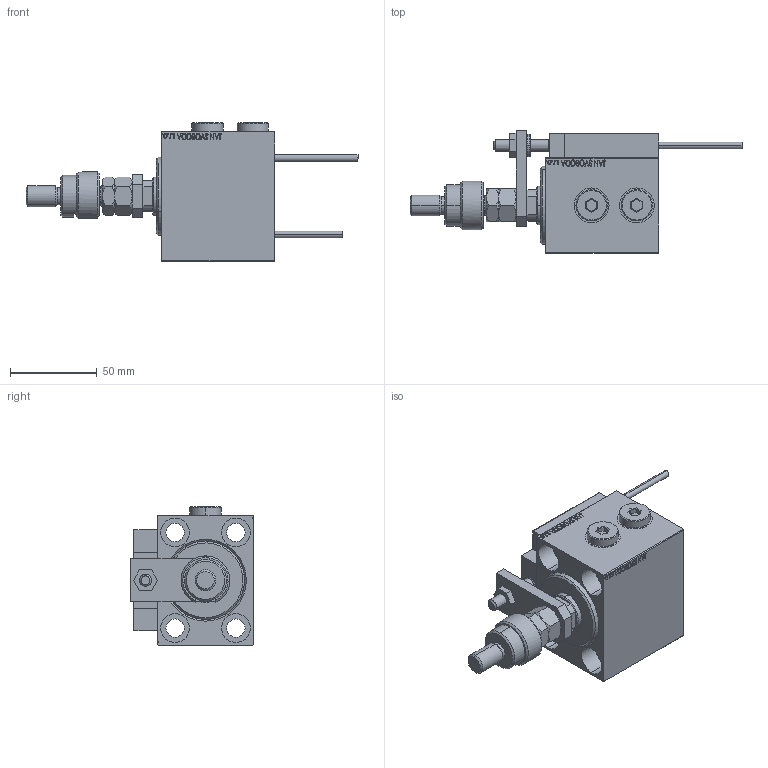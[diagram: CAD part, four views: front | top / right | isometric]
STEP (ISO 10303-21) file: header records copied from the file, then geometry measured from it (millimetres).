
FILE_DESCRIPTION (( 'STEP AP203' ), '1' );
FILE_NAME ('6b0e.STEP', '2024-02-13T04:34:32', ( '' ), ( '' ), 'SwSTEP 2.0', 'SolidWorks 2019', '' );
FILE_SCHEMA (( 'CONFIG_CONTROL_DESIGN' ));
Length unit declared in the file: millimetre
Products named in the file (19): 6b0e; V450CM_VC_B 3ab1990ec2837f92a44f262f5544d7e2; SWITCH_X_FRONT_BACK 3ab1990ec2837f92a44f262f5544d7e2; TYC_L79 3ab1990ec2837f92a44f262f5544d7e2; V450CM_C_Body 3ab1990ec2837f92a44f262f5544d7e2; SWITCH X 3ab1990ec2837f92a44f262f5544d7e2; Block 3ab1990ec2837f92a44f262f5544d7e2; Zatka_OIL_PORT 3ab1990ec2837f92a44f262f5544d7e2; MAGNET 3ab1990ec2837f92a44f262f5544d7e2; X_Y_DFA 3ab1990ec2837f92a44f262f5544d7e2; MFA 3ab1990ec2837f92a44f262f5544d7e2; FEMALE_PART_FOR_DFA 3ab1990ec2837f92a44f262f5544d7e2; KONCOVKA 3ab1990ec2837f92a44f262f5544d7e2; ALLEN BOLT D5 3ab1990ec2837f92a44f262f5544d7e2; ALLEN BOLT D8 3ab1990ec2837f92a44f262f5544d7e2; V450CM_C_VCP 3ab1990ec2837f92a44f262f5544d7e2; SWITCH DIM B,W 3ab1990ec2837f92a44f262f5544d7e2; ZARAZKA 3ab1990ec2837f92a44f262f5544d7e2; NUT_D12 3ab1990ec2837f92a44f262f5544d7e2
Assembly tree (29 placements, depth 3):
  6b0e
    V450CM_C_Body 3ab1990ec2837f92a44f262f5544d7e2
    SWITCH X 3ab1990ec2837f92a44f262f5544d7e2
      SWITCH_X_FRONT_BACK 3ab1990ec2837f92a44f262f5544d7e2  x2
      TYC_L79 3ab1990ec2837f92a44f262f5544d7e2
      Block 3ab1990ec2837f92a44f262f5544d7e2  x2
      ALLEN BOLT D5 3ab1990ec2837f92a44f262f5544d7e2  x4
      ALLEN BOLT D8 3ab1990ec2837f92a44f262f5544d7e2  x4
      MAGNET 3ab1990ec2837f92a44f262f5544d7e2  x2
      KONCOVKA 3ab1990ec2837f92a44f262f5544d7e2  x2
    NUT_D12 3ab1990ec2837f92a44f262f5544d7e2
    SWITCH DIM B,W 3ab1990ec2837f92a44f262f5544d7e2
    ZARAZKA 3ab1990ec2837f92a44f262f5544d7e2
    V450CM_C_VCP 3ab1990ec2837f92a44f262f5544d7e2
    V450CM_VC_B 3ab1990ec2837f92a44f262f5544d7e2
    X_Y_DFA 3ab1990ec2837f92a44f262f5544d7e2
      FEMALE_PART_FOR_DFA 3ab1990ec2837f92a44f262f5544d7e2
      MFA 3ab1990ec2837f92a44f262f5544d7e2
    Zatka_OIL_PORT 3ab1990ec2837f92a44f262f5544d7e2  x2
Bounding box: 191 x 70.5 x 79.9 mm (x, y, z)
Volume: 294780.7 mm3; surface area: 89507.6 mm2
Topology: 27 solids, 27 shells, 1420 faces, 3369 edges, 2139 vertices
Faces by surface type: plane 623, bspline 380, cylinder 215, cone 150, torus 48, sphere 4
Entity records: 54214 total; most frequent: CARTESIAN_POINT 26922, ORIENTED_EDGE 5678, DIRECTION 4007, EDGE_CURVE 2839, VERTEX_POINT 1839, LINE 1591, VECTOR 1591, EDGE_LOOP 1322
